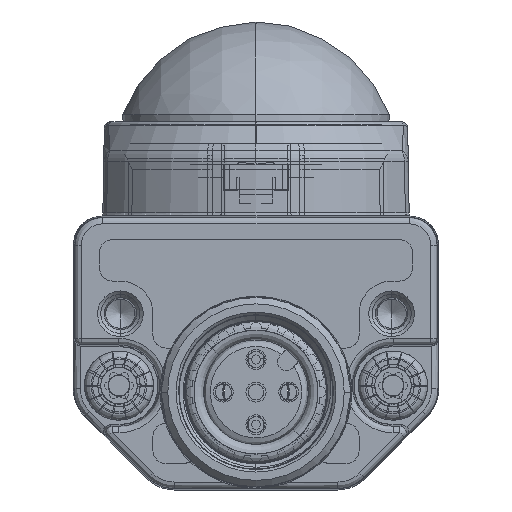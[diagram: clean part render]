
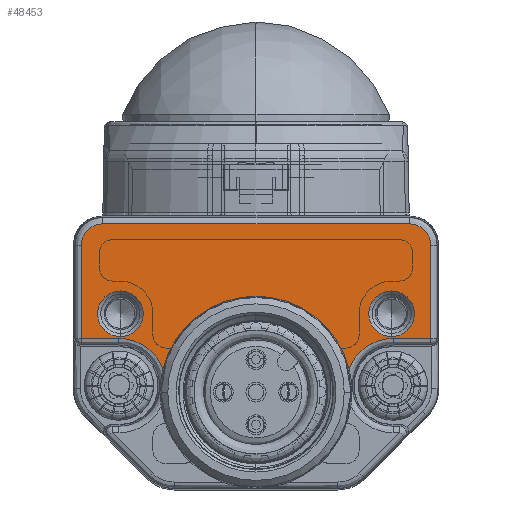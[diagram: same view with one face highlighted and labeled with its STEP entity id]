
A CAD part, left-side view. The second image highlights one B-rep face of the part: STEP entity #48453.
In plain terms, the highlighted face is planar.
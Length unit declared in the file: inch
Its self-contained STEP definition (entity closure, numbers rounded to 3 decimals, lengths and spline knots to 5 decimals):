
#43412=CARTESIAN_POINT('',(13.,13.5,10.3923));
#43413=DIRECTION('',(-1.,0.,0.));
#43414=DIRECTION('',(0.,1.,0.));
#43415=AXIS2_PLACEMENT_3D('',#43412,#43413,#43414);
#43417=CARTESIAN_POINT('',(13.,13.5,10.3923));
#43418=DIRECTION('',(-1.,0.,0.));
#43419=DIRECTION('',(0.,-1.,0.));
#43420=AXIS2_PLACEMENT_3D('',#43417,#43418,#43419);
#43422=CARTESIAN_POINT('',(13.,13.5,-10.3923));
#43423=DIRECTION('',(-1.,0.,0.));
#43424=DIRECTION('',(0.,-1.,0.));
#43425=AXIS2_PLACEMENT_3D('',#43422,#43423,#43424);
#43427=CARTESIAN_POINT('',(13.,13.5,-10.3923));
#43428=DIRECTION('',(-1.,0.,0.));
#43429=DIRECTION('',(0.,1.,0.));
#43430=AXIS2_PLACEMENT_3D('',#43427,#43428,#43429);
#43432=CARTESIAN_POINT('',(13.,8.,-10.5));
#43433=DIRECTION('',(-1.,0.,0.));
#43434=DIRECTION('',(0.,0.359,0.933));
#43435=AXIS2_PLACEMENT_3D('',#43432,#43433,#43434);
#43437=CARTESIAN_POINT('',(13.,7.5,0.));
#43438=DIRECTION('',(1.,0.,0.));
#43439=DIRECTION('',(0.,0.244,-0.97));
#43440=AXIS2_PLACEMENT_3D('',#43437,#43438,#43439);
#43442=CARTESIAN_POINT('',(13.,8.,10.5));
#43443=DIRECTION('',(-1.,0.,0.));
#43444=DIRECTION('',(0.,1.,0.));
#43445=AXIS2_PLACEMENT_3D('',#43442,#43443,#43444);
#43447=DIRECTION('',(0.,0.,-1.));
#43448=VECTOR('',#43447,2.8909);
#43449=CARTESIAN_POINT('',(13.,11.61353,13.3909));
#43450=LINE('',#43449,#43448);
#43451=DIRECTION('',(0.,-1.,0.));
#43452=VECTOR('',#43451,7.13647);
#43453=CARTESIAN_POINT('',(13.,18.75,13.3909));
#43454=LINE('',#43453,#43452);
#43455=CARTESIAN_POINT('',(13.,18.75,11.75));
#43456=DIRECTION('',(1.,0.,0.));
#43457=DIRECTION('',(0.,1.,0.));
#43458=AXIS2_PLACEMENT_3D('',#43455,#43456,#43457);
#43460=DIRECTION('',(0.,0.,1.));
#43461=VECTOR('',#43460,23.5);
#43462=CARTESIAN_POINT('',(13.,20.3909,-11.75));
#43463=LINE('',#43462,#43461);
#43464=CARTESIAN_POINT('',(13.,18.75,-11.75));
#43465=DIRECTION('',(1.,0.,0.));
#43466=DIRECTION('',(0.,0.,-1.));
#43467=AXIS2_PLACEMENT_3D('',#43464,#43465,#43466);
#43469=DIRECTION('',(0.,1.,0.));
#43470=VECTOR('',#43469,7.13647);
#43471=CARTESIAN_POINT('',(13.,11.61353,-13.3909));
#43472=LINE('',#43471,#43470);
#43473=DIRECTION('',(0.,0.,-1.));
#43474=VECTOR('',#43473,2.8909);
#43475=CARTESIAN_POINT('',(13.,11.61353,-10.5));
#43476=LINE('',#43475,#43474);
#43653=CARTESIAN_POINT('',(13.,9.29654,-7.1271));
#43721=CARTESIAN_POINT('',(13.,9.29654,7.12711));
#47731=VERTEX_POINT('',#43653);
#47732=VERTEX_POINT('',#43721);
#47797=CARTESIAN_POINT('',(13.,20.3909,11.75));
#47798=CARTESIAN_POINT('',(13.,18.75,13.3909));
#47799=VERTEX_POINT('',#47797);
#47800=VERTEX_POINT('',#47798);
#47805=CARTESIAN_POINT('',(13.,20.3909,-11.75));
#47806=VERTEX_POINT('',#47805);
#47809=CARTESIAN_POINT('',(13.,18.75,-13.3909));
#47810=VERTEX_POINT('',#47809);
#47837=CARTESIAN_POINT('',(13.,15.25,10.3923));
#47838=CARTESIAN_POINT('',(13.,11.75,10.3923));
#47839=VERTEX_POINT('',#47837);
#47840=VERTEX_POINT('',#47838);
#47841=CARTESIAN_POINT('',(13.,11.75,-10.3923));
#47842=CARTESIAN_POINT('',(13.,15.25,-10.3923));
#47843=VERTEX_POINT('',#47841);
#47844=VERTEX_POINT('',#47842);
#47845=CARTESIAN_POINT('',(13.,11.61353,-10.5));
#47846=VERTEX_POINT('',#47845);
#47847=CARTESIAN_POINT('',(13.,11.61353,-13.3909));
#47848=VERTEX_POINT('',#47847);
#47883=CARTESIAN_POINT('',(13.,11.61353,10.5));
#47884=VERTEX_POINT('',#47883);
#47885=CARTESIAN_POINT('',(13.,11.61353,13.3909));
#47886=VERTEX_POINT('',#47885);
#48414=CARTESIAN_POINT('',(13.,0.,0.));
#48415=DIRECTION('',(1.,0.,0.));
#48416=DIRECTION('',(0.,0.,-1.));
#48417=AXIS2_PLACEMENT_3D('',#48414,#48415,#48416);
#48418=PLANE('',#48417);
#48420=ORIENTED_EDGE('',*,*,#48419,.F.);
#48422=ORIENTED_EDGE('',*,*,#48421,.T.);
#48424=ORIENTED_EDGE('',*,*,#48423,.F.);
#48426=ORIENTED_EDGE('',*,*,#48425,.F.);
#48428=ORIENTED_EDGE('',*,*,#48427,.F.);
#48430=ORIENTED_EDGE('',*,*,#48429,.F.);
#48432=ORIENTED_EDGE('',*,*,#48431,.F.);
#48434=ORIENTED_EDGE('',*,*,#48433,.F.);
#48436=ORIENTED_EDGE('',*,*,#48435,.F.);
#48438=ORIENTED_EDGE('',*,*,#48437,.F.);
#48439=EDGE_LOOP('',(#48420,#48422,#48424,#48426,#48428,#48430,#48432,#48434,
#48436,#48438));
#48440=FACE_OUTER_BOUND('',#48439,.F.);
#48442=ORIENTED_EDGE('',*,*,#48441,.F.);
#48444=ORIENTED_EDGE('',*,*,#48443,.F.);
#48445=EDGE_LOOP('',(#48442,#48444));
#48446=FACE_BOUND('',#48445,.F.);
#48448=ORIENTED_EDGE('',*,*,#48447,.F.);
#48450=ORIENTED_EDGE('',*,*,#48449,.F.);
#48451=EDGE_LOOP('',(#48448,#48450));
#48452=FACE_BOUND('',#48451,.F.);
#48453=ADVANCED_FACE('',(#48440,#48446,#48452),#48418,.T.);
#43416=CIRCLE('',#43415,1.75);
#43421=CIRCLE('',#43420,1.75);
#43426=CIRCLE('',#43425,1.75);
#43431=CIRCLE('',#43430,1.75);
#43436=CIRCLE('',#43435,3.61353);
#43441=CIRCLE('',#43440,7.35);
#43446=CIRCLE('',#43445,3.61353);
#43459=CIRCLE('',#43458,1.6409);
#43468=CIRCLE('',#43467,1.6409);
#48419=EDGE_CURVE('',#47731,#47846,#43436,.T.);
#48421=EDGE_CURVE('',#47731,#47732,#43441,.T.);
#48423=EDGE_CURVE('',#47884,#47732,#43446,.T.);
#48425=EDGE_CURVE('',#47886,#47884,#43450,.T.);
#48427=EDGE_CURVE('',#47800,#47886,#43454,.T.);
#48429=EDGE_CURVE('',#47799,#47800,#43459,.T.);
#48431=EDGE_CURVE('',#47806,#47799,#43463,.T.);
#48433=EDGE_CURVE('',#47810,#47806,#43468,.T.);
#48435=EDGE_CURVE('',#47848,#47810,#43472,.T.);
#48437=EDGE_CURVE('',#47846,#47848,#43476,.T.);
#48441=EDGE_CURVE('',#47839,#47840,#43416,.T.);
#48443=EDGE_CURVE('',#47840,#47839,#43421,.T.);
#48447=EDGE_CURVE('',#47843,#47844,#43426,.T.);
#48449=EDGE_CURVE('',#47844,#47843,#43431,.T.);
